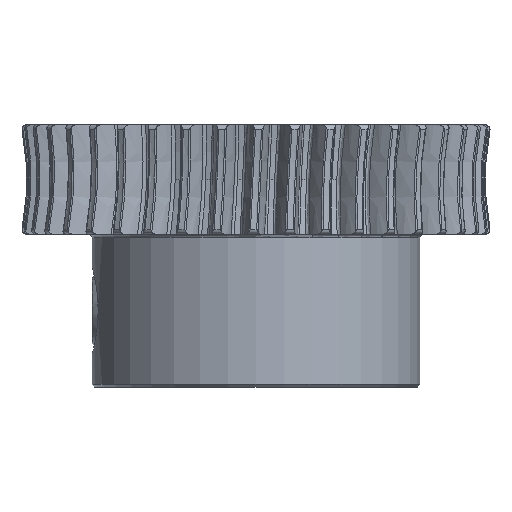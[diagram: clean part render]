
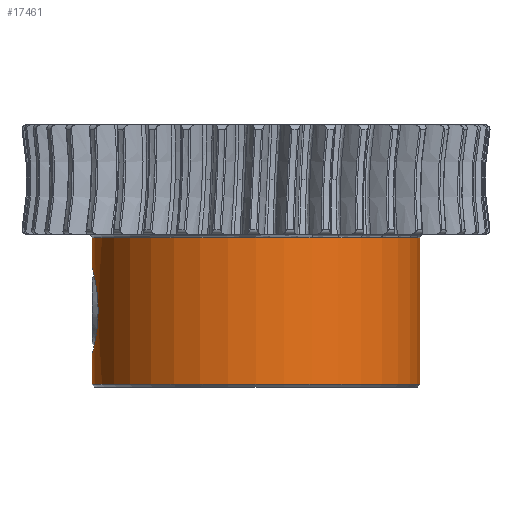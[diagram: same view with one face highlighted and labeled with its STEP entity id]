
A CAD part, front view. The second image highlights one B-rep face of the part: STEP entity #17461.
In plain terms, the highlighted cylindrical face has radius 7.5 mm (diameter 15 mm), a partial arc.
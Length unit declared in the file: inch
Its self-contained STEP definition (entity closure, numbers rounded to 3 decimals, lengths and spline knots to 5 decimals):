
#55 = CARTESIAN_POINT ( 'NONE',  ( 0., 0., -0.08465 ) ) ;
#417 = CARTESIAN_POINT ( 'NONE',  ( -0.29528, -0.00523, -0.31496 ) ) ;
#890 = CARTESIAN_POINT ( 'NONE',  ( -0.29265, -0.0395, -0.16791 ) ) ;
#1967 = ORIENTED_EDGE ( 'NONE', *, *, #13438, .T. ) ;
#3098 = CARTESIAN_POINT ( 'NONE',  ( -0.28473, -0.07823, -0.24655 ) ) ;
#3563 = CARTESIAN_POINT ( 'NONE',  ( -0.29421, -0.02551, -0.31089 ) ) ;
#5367 = DIRECTION ( 'NONE',  ( 0., 0., -1. ) ) ;
#5465 = CARTESIAN_POINT ( 'NONE',  ( -0.29264, -0.03961, -0.30446 ) ) ;
#5689 = CARTESIAN_POINT ( 'NONE',  ( -0.29528, 0., -0.36909 ) ) ;
#5775 = ORIENTED_EDGE ( 'NONE', *, *, #26912, .T. ) ;
#5777 = CARTESIAN_POINT ( 'NONE',  ( -0.29528, 0., -0.15748 ) ) ;
#6862 = AXIS2_PLACEMENT_3D ( 'NONE', #55, #19314, #10155 ) ;
#7675 = CARTESIAN_POINT ( 'NONE',  ( -0.29323, -0.03499, -0.16549 ) ) ;
#7836 = CARTESIAN_POINT ( 'NONE',  ( -0.28527, -0.07621, -0.25667 ) ) ;
#8146 = CARTESIAN_POINT ( 'NONE',  ( -0.2946, -0.0206, -0.31239 ) ) ;
#8306 = CARTESIAN_POINT ( 'NONE',  ( -0.28528, -0.07619, -0.21569 ) ) ;
#8759 = AXIS2_PLACEMENT_3D ( 'NONE', #10164, #14745, #21996 ) ;
#8813 = DIRECTION ( 'NONE',  ( 0., 0., -1. ) ) ;
#8865 = CARTESIAN_POINT ( 'NONE',  ( -0.29528, 0., -0.10531 ) ) ;
#8968 = CARTESIAN_POINT ( 'NONE',  ( -0.29528, 0., -0.31496 ) ) ;
#9934 = EDGE_CURVE ( 'NONE', #16412, #25493, #22094, .T. ) ;
#10155 = DIRECTION ( 'NONE',  ( -1., 0., 0. ) ) ;
#10164 = CARTESIAN_POINT ( 'NONE',  ( 0., 0., -0.36909 ) ) ;
#10315 = VECTOR ( 'NONE', #5367, 39.37008 ) ;
#10511 = CARTESIAN_POINT ( 'NONE',  ( -0.29137, -0.04804, -0.17363 ) ) ;
#11335 = CARTESIAN_POINT ( 'NONE',  ( 0., 0., -0.10531 ) ) ;
#11515 = EDGE_CURVE ( 'NONE', #26448, #18812, #20536, .T. ) ;
#11879 = EDGE_CURVE ( 'NONE', #16412, #26448, #20404, .T. ) ;
#12566 = CARTESIAN_POINT ( 'NONE',  ( -0.29514, -0.01036, -0.158 ) ) ;
#12728 = CARTESIAN_POINT ( 'NONE',  ( -0.29067, -0.05206, -0.29551 ) ) ;
#13091 = CARTESIAN_POINT ( 'NONE',  ( 0.29528, 0., -0.08465 ) ) ;
#13438 = EDGE_CURVE ( 'NONE', #18812, #14238, #15661, .T. ) ;
#13484 = CARTESIAN_POINT ( 'NONE',  ( -0.29528, 0., -0.08465 ) ) ;
#14238 = VERTEX_POINT ( 'NONE', #8968 ) ;
#14745 = DIRECTION ( 'NONE',  ( 0., 0., 1. ) ) ;
#15258 = CARTESIAN_POINT ( 'NONE',  ( -0.28857, -0.06299, -0.28458 ) ) ;
#15347 = CARTESIAN_POINT ( 'NONE',  ( -0.29528, 0., -0.08465 ) ) ;
#15569 = CARTESIAN_POINT ( 'NONE',  ( -0.29323, -0.035, -0.30694 ) ) ;
#15661 = B_SPLINE_CURVE_WITH_KNOTS ( 'NONE', 3,
 ( #5777, #29925, #12566, #29298, #24716, #7675, #890, #10511, #22190, #17939, #20136, #27242, #8306, #29459, #29773, #22663, #3098, #7836, #17471, #27556, #15258, #12728, #22351, #5465, #15569, #3563, #8146, #17312, #417, #17777 ),
 .UNSPECIFIED., .F., .F.,
 ( 4, 2, 2, 2, 2, 2, 2, 2, 2, 2, 2, 2, 2, 2, 4 ),
 ( 0., 0.00039, 0.00078, 0.00118, 0.00157, 0.00235, 0.00275, 0.00314, 0.00353, 0.00392, 0.00471, 0.0051, 0.00549, 0.00589, 0.00628 ),
 .UNSPECIFIED. ) ;
#16412 = VERTEX_POINT ( 'NONE', #26210 ) ;
#16865 = VECTOR ( 'NONE', #27638, 39.37008 ) ;
#17312 = CARTESIAN_POINT ( 'NONE',  ( -0.29513, -0.01046, -0.31443 ) ) ;
#17461 = ADVANCED_FACE ( 'NONE', ( #29101 ), #19779, .T. ) ;
#17471 = CARTESIAN_POINT ( 'NONE',  ( -0.28567, -0.07472, -0.26159 ) ) ;
#17777 = CARTESIAN_POINT ( 'NONE',  ( -0.29528, 0., -0.31496 ) ) ;
#17939 = CARTESIAN_POINT ( 'NONE',  ( -0.28859, -0.06291, -0.18777 ) ) ;
#18812 = VERTEX_POINT ( 'NONE', #21737 ) ;
#19314 = DIRECTION ( 'NONE',  ( 0., 0., -1. ) ) ;
#19779 = CYLINDRICAL_SURFACE ( 'NONE', #6862, 0.29528 ) ;
#20136 = CARTESIAN_POINT ( 'NONE',  ( -0.28719, -0.06876, -0.19651 ) ) ;
#20404 = CIRCLE ( 'NONE', #24431, 0.29528 ) ;
#20536 = LINE ( 'NONE', #15347, #16865 ) ;
#20998 = ORIENTED_EDGE ( 'NONE', *, *, #11879, .T. ) ;
#21265 = EDGE_CURVE ( 'NONE', #24429, #25493, #30435, .T. ) ;
#21268 = DIRECTION ( 'NONE',  ( -1., 0., 0. ) ) ;
#21737 = CARTESIAN_POINT ( 'NONE',  ( -0.29528, 0., -0.15748 ) ) ;
#21996 = DIRECTION ( 'NONE',  ( -1., 0., 0. ) ) ;
#22094 = LINE ( 'NONE', #13091, #10315 ) ;
#22190 = CARTESIAN_POINT ( 'NONE',  ( -0.29067, -0.05207, -0.17693 ) ) ;
#22351 = CARTESIAN_POINT ( 'NONE',  ( -0.29136, -0.04812, -0.29876 ) ) ;
#22663 = CARTESIAN_POINT ( 'NONE',  ( -0.28458, -0.07874, -0.24131 ) ) ;
#23103 = DIRECTION ( 'NONE',  ( 0., 0., -1. ) ) ;
#23819 = VECTOR ( 'NONE', #23103, 39.37008 ) ;
#24429 = VERTEX_POINT ( 'NONE', #5689 ) ;
#24431 = AXIS2_PLACEMENT_3D ( 'NONE', #11335, #8813, #21268 ) ;
#24716 = CARTESIAN_POINT ( 'NONE',  ( -0.29421, -0.02547, -0.16153 ) ) ;
#25461 = ORIENTED_EDGE ( 'NONE', *, *, #9934, .F. ) ;
#25475 = LINE ( 'NONE', #13484, #23819 ) ;
#25493 = VERTEX_POINT ( 'NONE', #29966 ) ;
#26210 = CARTESIAN_POINT ( 'NONE',  ( 0.29528, 0., -0.10531 ) ) ;
#26448 = VERTEX_POINT ( 'NONE', #8865 ) ;
#26572 = ORIENTED_EDGE ( 'NONE', *, *, #21265, .T. ) ;
#26912 = EDGE_CURVE ( 'NONE', #14238, #24429, #25475, .T. ) ;
#27242 = CARTESIAN_POINT ( 'NONE',  ( -0.28569, -0.07467, -0.21071 ) ) ;
#27556 = CARTESIAN_POINT ( 'NONE',  ( -0.28718, -0.06878, -0.27593 ) ) ;
#27638 = DIRECTION ( 'NONE',  ( 0., 0., -1. ) ) ;
#27735 = EDGE_LOOP ( 'NONE', ( #25461, #20998, #28032, #1967, #5775, #26572 ) ) ;
#28032 = ORIENTED_EDGE ( 'NONE', *, *, #11515, .T. ) ;
#29101 = FACE_OUTER_BOUND ( 'NONE', #27735, .T. ) ;
#29298 = CARTESIAN_POINT ( 'NONE',  ( -0.29461, -0.02045, -0.16001 ) ) ;
#29459 = CARTESIAN_POINT ( 'NONE',  ( -0.28473, -0.07823, -0.22586 ) ) ;
#29773 = CARTESIAN_POINT ( 'NONE',  ( -0.28458, -0.07874, -0.23099 ) ) ;
#29925 = CARTESIAN_POINT ( 'NONE',  ( -0.29528, -0.00523, -0.15748 ) ) ;
#29966 = CARTESIAN_POINT ( 'NONE',  ( 0.29528, 0., -0.36909 ) ) ;
#30435 = CIRCLE ( 'NONE', #8759, 0.29528 ) ;
